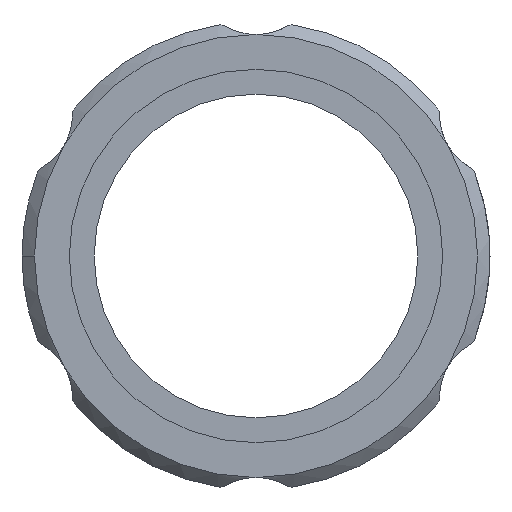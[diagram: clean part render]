
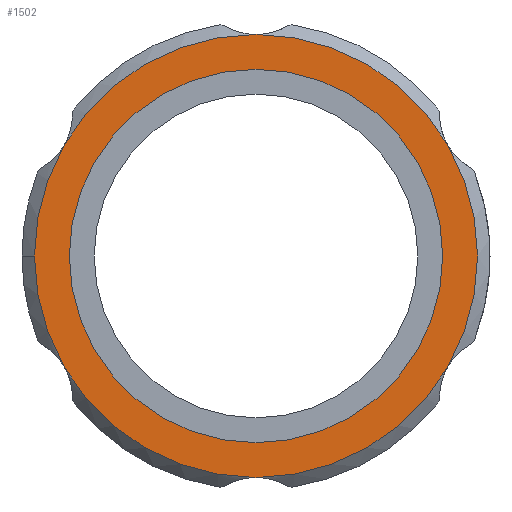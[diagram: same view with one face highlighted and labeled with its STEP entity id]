
A CAD part, front view. The second image highlights one B-rep face of the part: STEP entity #1502.
In plain terms, the highlighted planar face has unit normal (0, -1, 0).
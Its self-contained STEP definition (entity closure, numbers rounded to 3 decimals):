
#75 = EDGE_CURVE ( 'NONE', #190, #998, #2751, .T. ) ;
#190 = VERTEX_POINT ( 'NONE', #3618 ) ;
#204 = CIRCLE ( 'NONE', #2562, 44.5 ) ;
#261 = VERTEX_POINT ( 'NONE', #1097 ) ;
#357 = DIRECTION ( 'NONE',  ( 0., 1., 0. ) ) ;
#435 = FACE_OUTER_BOUND ( 'NONE', #3480, .T. ) ;
#460 = FACE_BOUND ( 'NONE', #3294, .T. ) ;
#469 = CIRCLE ( 'NONE', #2356, 37.5 ) ;
#489 = ORIENTED_EDGE ( 'NONE', *, *, #75, .F. ) ;
#499 = DIRECTION ( 'NONE',  ( -1., 0., 0. ) ) ;
#500 = DIRECTION ( 'NONE',  ( -1., 0., 0. ) ) ;
#690 = AXIS2_PLACEMENT_3D ( 'NONE', #2418, #2135, #2720 ) ;
#861 = CARTESIAN_POINT ( 'NONE',  ( 0., -100.994, 0. ) ) ;
#944 = EDGE_CURVE ( 'NONE', #1015, #3167, #2758, .T. ) ;
#953 = ORIENTED_EDGE ( 'NONE', *, *, #944, .F. ) ;
#998 = VERTEX_POINT ( 'NONE', #1196 ) ;
#1015 = VERTEX_POINT ( 'NONE', #2052 ) ;
#1041 = AXIS2_PLACEMENT_3D ( 'NONE', #3161, #1717, #2323 ) ;
#1097 = CARTESIAN_POINT ( 'NONE',  ( -38.538, -100.994, -22.25 ) ) ;
#1158 = AXIS2_PLACEMENT_3D ( 'NONE', #2360, #357, #1480 ) ;
#1196 = CARTESIAN_POINT ( 'NONE',  ( 0., -100.994, 44.5 ) ) ;
#1211 = ORIENTED_EDGE ( 'NONE', *, *, #1236, .F. ) ;
#1236 = EDGE_CURVE ( 'NONE', #261, #1569, #1743, .T. ) ;
#1238 = ORIENTED_EDGE ( 'NONE', *, *, #2900, .F. ) ;
#1327 = DIRECTION ( 'NONE',  ( -1., 0., 0. ) ) ;
#1380 = EDGE_CURVE ( 'NONE', #1569, #190, #1625, .T. ) ;
#1397 = CIRCLE ( 'NONE', #1041, 37.5 ) ;
#1408 = ORIENTED_EDGE ( 'NONE', *, *, #3171, .T. ) ;
#1437 = DIRECTION ( 'NONE',  ( 0., 1., 0. ) ) ;
#1468 = CARTESIAN_POINT ( 'NONE',  ( -37.5, -100.994, 0. ) ) ;
#1480 = DIRECTION ( 'NONE',  ( -1., 0., 0. ) ) ;
#1502 = ADVANCED_FACE ( 'NONE', ( #460, #435 ), #1535, .T. ) ;
#1535 = PLANE ( 'NONE',  #690 ) ;
#1556 = CARTESIAN_POINT ( 'NONE',  ( 0., -100.994, 0. ) ) ;
#1563 = CARTESIAN_POINT ( 'NONE',  ( 38.538, -100.994, -22.25 ) ) ;
#1569 = VERTEX_POINT ( 'NONE', #1880 ) ;
#1625 = CIRCLE ( 'NONE', #3180, 44.5 ) ;
#1713 = EDGE_CURVE ( 'NONE', #2016, #3119, #1397, .T. ) ;
#1717 = DIRECTION ( 'NONE',  ( 0., 1., 0. ) ) ;
#1743 = CIRCLE ( 'NONE', #2041, 44.5 ) ;
#1768 = CARTESIAN_POINT ( 'NONE',  ( 0., -100.994, 0. ) ) ;
#1772 = EDGE_CURVE ( 'NONE', #2803, #261, #3424, .T. ) ;
#1809 = CIRCLE ( 'NONE', #1158, 44.5 ) ;
#1825 = EDGE_CURVE ( 'NONE', #3167, #2803, #1809, .T. ) ;
#1841 = DIRECTION ( 'NONE',  ( 0., 1., 0. ) ) ;
#1847 = ORIENTED_EDGE ( 'NONE', *, *, #1380, .F. ) ;
#1880 = CARTESIAN_POINT ( 'NONE',  ( -44.5, -100.994, 0. ) ) ;
#2016 = VERTEX_POINT ( 'NONE', #1468 ) ;
#2041 = AXIS2_PLACEMENT_3D ( 'NONE', #2254, #3324, #500 ) ;
#2052 = CARTESIAN_POINT ( 'NONE',  ( 38.538, -100.994, 22.25 ) ) ;
#2068 = CARTESIAN_POINT ( 'NONE',  ( 0., -100.994, -44.5 ) ) ;
#2079 = DIRECTION ( 'NONE',  ( -1., 0., 0. ) ) ;
#2135 = DIRECTION ( 'NONE',  ( 0., -1., 0. ) ) ;
#2254 = CARTESIAN_POINT ( 'NONE',  ( 0., -100.994, 0. ) ) ;
#2293 = ORIENTED_EDGE ( 'NONE', *, *, #1713, .T. ) ;
#2323 = DIRECTION ( 'NONE',  ( -1., 0., 0. ) ) ;
#2353 = DIRECTION ( 'NONE',  ( -1., 0., 0. ) ) ;
#2356 = AXIS2_PLACEMENT_3D ( 'NONE', #2705, #1841, #1327 ) ;
#2360 = CARTESIAN_POINT ( 'NONE',  ( 0., -100.994, 0. ) ) ;
#2418 = CARTESIAN_POINT ( 'NONE',  ( -44.5, -100.994, 0. ) ) ;
#2421 = CARTESIAN_POINT ( 'NONE',  ( 0., -100.994, 0. ) ) ;
#2467 = AXIS2_PLACEMENT_3D ( 'NONE', #861, #2829, #3182 ) ;
#2557 = CARTESIAN_POINT ( 'NONE',  ( 0., -100.994, 0. ) ) ;
#2562 = AXIS2_PLACEMENT_3D ( 'NONE', #2421, #2680, #499 ) ;
#2680 = DIRECTION ( 'NONE',  ( 0., 1., 0. ) ) ;
#2705 = CARTESIAN_POINT ( 'NONE',  ( 0., -100.994, 0. ) ) ;
#2720 = DIRECTION ( 'NONE',  ( 1., 0., 0. ) ) ;
#2751 = CIRCLE ( 'NONE', #3051, 44.5 ) ;
#2758 = CIRCLE ( 'NONE', #3359, 44.5 ) ;
#2803 = VERTEX_POINT ( 'NONE', #2068 ) ;
#2829 = DIRECTION ( 'NONE',  ( 0., 1., 0. ) ) ;
#2838 = ORIENTED_EDGE ( 'NONE', *, *, #1772, .F. ) ;
#2900 = EDGE_CURVE ( 'NONE', #998, #1015, #204, .T. ) ;
#2910 = DIRECTION ( 'NONE',  ( 0., 1., 0. ) ) ;
#2948 = DIRECTION ( 'NONE',  ( -1., 0., 0. ) ) ;
#3051 = AXIS2_PLACEMENT_3D ( 'NONE', #1768, #2910, #2948 ) ;
#3119 = VERTEX_POINT ( 'NONE', #3587 ) ;
#3161 = CARTESIAN_POINT ( 'NONE',  ( 0., -100.994, 0. ) ) ;
#3167 = VERTEX_POINT ( 'NONE', #1563 ) ;
#3171 = EDGE_CURVE ( 'NONE', #3119, #2016, #469, .T. ) ;
#3180 = AXIS2_PLACEMENT_3D ( 'NONE', #1556, #3207, #2079 ) ;
#3182 = DIRECTION ( 'NONE',  ( -1., 0., 0. ) ) ;
#3207 = DIRECTION ( 'NONE',  ( 0., 1., 0. ) ) ;
#3275 = ORIENTED_EDGE ( 'NONE', *, *, #1825, .F. ) ;
#3294 = EDGE_LOOP ( 'NONE', ( #2293, #1408 ) ) ;
#3324 = DIRECTION ( 'NONE',  ( 0., 1., 0. ) ) ;
#3359 = AXIS2_PLACEMENT_3D ( 'NONE', #2557, #1437, #2353 ) ;
#3424 = CIRCLE ( 'NONE', #2467, 44.5 ) ;
#3480 = EDGE_LOOP ( 'NONE', ( #2838, #3275, #953, #1238, #489, #1847, #1211 ) ) ;
#3587 = CARTESIAN_POINT ( 'NONE',  ( 37.5, -100.994, 0. ) ) ;
#3618 = CARTESIAN_POINT ( 'NONE',  ( -38.538, -100.994, 22.25 ) ) ;
